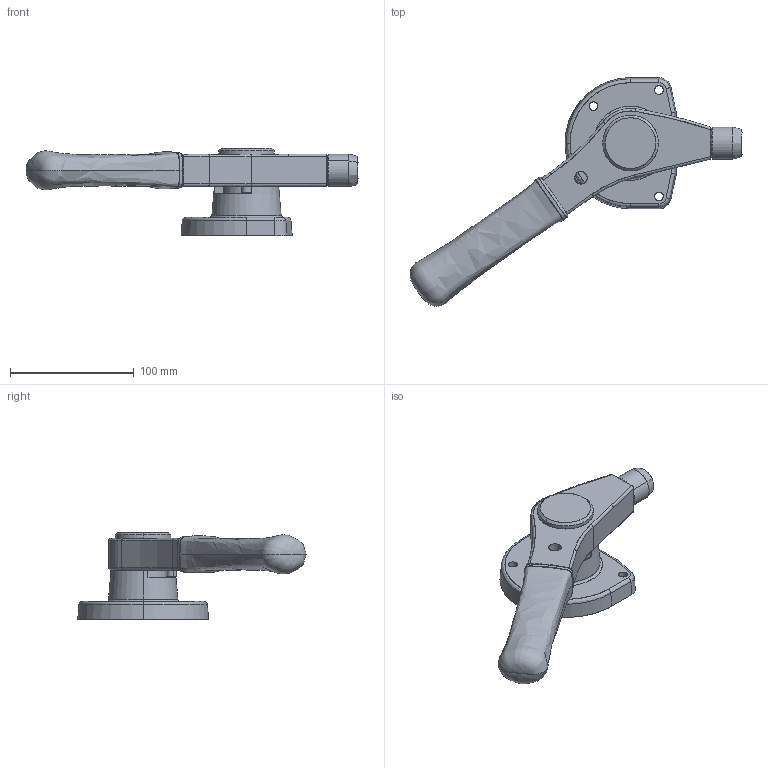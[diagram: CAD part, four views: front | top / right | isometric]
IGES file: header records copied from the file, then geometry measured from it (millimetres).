
Start section: SolidWorks IGES file using analytic representation for surfaces
Global section: file name: FA-836-1-L_公.IGS; native system: SolidWorks 2006 by SolidWorks Corporation; preprocessor: SolidWorks 2006 by SolidWorks Corporation; author: 5sw; date: 070130.111408; units: millimetre
Bounding box: 268.63 x 185.02 x 71 mm (x, y, z)
Surface area: 112736.3 mm2 (no closed solid volume)
Topology: 0 solids, 0 shells, 238 faces, 4358 edges, 4349 vertices
Faces by surface type: revolution 131, bspline 107
